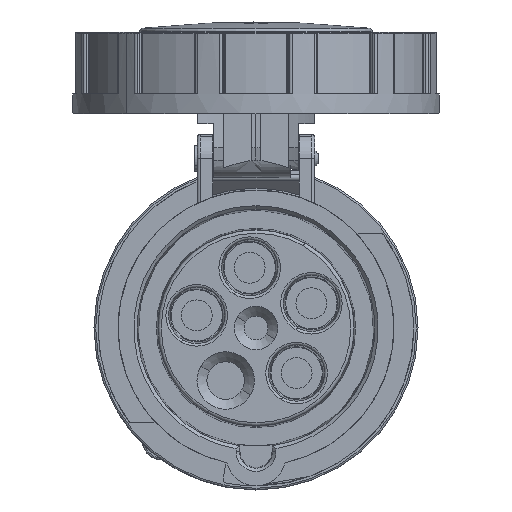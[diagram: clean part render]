
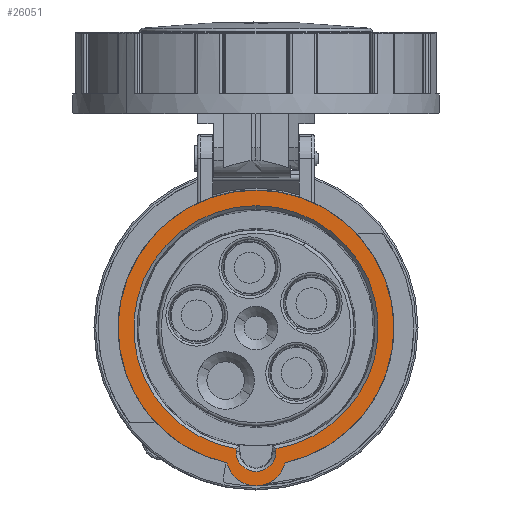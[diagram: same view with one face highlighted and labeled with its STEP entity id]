
A CAD part, front view. The second image highlights one B-rep face of the part: STEP entity #26051.
In plain terms, the highlighted planar face has unit normal (0, -1, 0).
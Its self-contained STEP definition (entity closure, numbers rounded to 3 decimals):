
#991 = CIRCLE ( 'NONE', #32842, 36.8 ) ;
#1032 = VERTEX_POINT ( 'NONE', #16575 ) ;
#1135 = VERTEX_POINT ( 'NONE', #9692 ) ;
#1229 = AXIS2_PLACEMENT_3D ( 'NONE', #36729, #2583, #17590 ) ;
#1827 = DIRECTION ( 'NONE',  ( 0., 0., -1. ) ) ;
#2216 = ORIENTED_EDGE ( 'NONE', *, *, #5877, .F. ) ;
#2583 = DIRECTION ( 'NONE',  ( 0., 1., 0. ) ) ;
#2971 = EDGE_CURVE ( 'NONE', #7719, #38875, #14515, .T. ) ;
#3746 = DIRECTION ( 'NONE',  ( -0.211, 0., 0.977 ) ) ;
#3756 = DIRECTION ( 'NONE',  ( 0., -1., 0. ) ) ;
#4537 = FACE_BOUND ( 'NONE', #18441, .T. ) ;
#5877 = EDGE_CURVE ( 'NONE', #27748, #1032, #8812, .T. ) ;
#7573 = CARTESIAN_POINT ( 'NONE',  ( 6., -80.211, -20.181 ) ) ;
#7657 = DIRECTION ( 'NONE',  ( 0., 1., 0. ) ) ;
#7719 = VERTEX_POINT ( 'NONE', #9131 ) ;
#7865 = EDGE_CURVE ( 'NONE', #38875, #9476, #34871, .T. ) ;
#8272 = CARTESIAN_POINT ( 'NONE',  ( 0., -80.211, -4.912 ) ) ;
#8805 = CIRCLE ( 'NONE', #24747, 9. ) ;
#8812 = LINE ( 'NONE', #15460, #38800 ) ;
#8982 = ORIENTED_EDGE ( 'NONE', *, *, #33291, .F. ) ;
#9131 = CARTESIAN_POINT ( 'NONE',  ( -8.76, -80.211, -40.565 ) ) ;
#9382 = CIRCLE ( 'NONE', #25975, 6. ) ;
#9476 = VERTEX_POINT ( 'NONE', #11026 ) ;
#9560 = CARTESIAN_POINT ( 'NONE',  ( 0., -80.211, -37.2 ) ) ;
#9692 = CARTESIAN_POINT ( 'NONE',  ( 6., -80.211, -37.2 ) ) ;
#9781 = CARTESIAN_POINT ( 'NONE',  ( 6., -80.211, -36.308 ) ) ;
#11026 = CARTESIAN_POINT ( 'NONE',  ( 8.76, -80.211, -40.565 ) ) ;
#11755 = DIRECTION ( 'NONE',  ( 0., -1., 0. ) ) ;
#11869 = ORIENTED_EDGE ( 'NONE', *, *, #2971, .F. ) ;
#12040 = VERTEX_POINT ( 'NONE', #9781 ) ;
#12307 = EDGE_CURVE ( 'NONE', #12040, #25087, #24200, .T. ) ;
#12598 = EDGE_CURVE ( 'NONE', #1135, #12040, #17123, .T. ) ;
#14515 = CIRCLE ( 'NONE', #1229, 41.5 ) ;
#15460 = CARTESIAN_POINT ( 'NONE',  ( -6., -80.211, -21.056 ) ) ;
#16181 = DIRECTION ( 'NONE',  ( 0., 1., 0. ) ) ;
#16575 = CARTESIAN_POINT ( 'NONE',  ( -6., -80.211, -37.2 ) ) ;
#17108 = DIRECTION ( 'NONE',  ( 0., -1., 0. ) ) ;
#17121 = ORIENTED_EDGE ( 'NONE', *, *, #19726, .F. ) ;
#17123 = LINE ( 'NONE', #7573, #34204 ) ;
#17590 = DIRECTION ( 'NONE',  ( -0.211, 0., 0.977 ) ) ;
#18441 = EDGE_LOOP ( 'NONE', ( #2216, #21033, #36777, #25060, #17121 ) ) ;
#19726 = EDGE_CURVE ( 'NONE', #1032, #1135, #9382, .T. ) ;
#20021 = CARTESIAN_POINT ( 'NONE',  ( 0., -80.211, 0. ) ) ;
#20108 = CARTESIAN_POINT ( 'NONE',  ( 0., -80.211, 0. ) ) ;
#21033 = ORIENTED_EDGE ( 'NONE', *, *, #21633, .F. ) ;
#21633 = EDGE_CURVE ( 'NONE', #25087, #27748, #991, .T. ) ;
#21880 = DIRECTION ( 'NONE',  ( 0., 0., -1. ) ) ;
#22325 = CARTESIAN_POINT ( 'NONE',  ( 0., -80.211, 41.5 ) ) ;
#23142 = DIRECTION ( 'NONE',  ( 1., 0., 0. ) ) ;
#24200 = CIRCLE ( 'NONE', #31523, 36.8 ) ;
#24271 = ORIENTED_EDGE ( 'NONE', *, *, #7865, .F. ) ;
#24747 = AXIS2_PLACEMENT_3D ( 'NONE', #34688, #25728, #35301 ) ;
#25060 = ORIENTED_EDGE ( 'NONE', *, *, #12598, .F. ) ;
#25087 = VERTEX_POINT ( 'NONE', #31936 ) ;
#25728 = DIRECTION ( 'NONE',  ( 0., 1., 0. ) ) ;
#25975 = AXIS2_PLACEMENT_3D ( 'NONE', #9560, #3756, #35547 ) ;
#26051 = ADVANCED_FACE ( 'NONE', ( #27179, #4537 ), #36147, .F. ) ;
#27179 = FACE_OUTER_BOUND ( 'NONE', #32412, .T. ) ;
#27748 = VERTEX_POINT ( 'NONE', #38843 ) ;
#31523 = AXIS2_PLACEMENT_3D ( 'NONE', #40258, #11755, #40041 ) ;
#31936 = CARTESIAN_POINT ( 'NONE',  ( 0., -80.211, 36.8 ) ) ;
#32412 = EDGE_LOOP ( 'NONE', ( #8982, #24271, #11869 ) ) ;
#32842 = AXIS2_PLACEMENT_3D ( 'NONE', #20021, #17108, #23142 ) ;
#33291 = EDGE_CURVE ( 'NONE', #9476, #7719, #8805, .T. ) ;
#34078 = AXIS2_PLACEMENT_3D ( 'NONE', #8272, #7657, #1827 ) ;
#34204 = VECTOR ( 'NONE', #39372, 1000. ) ;
#34688 = CARTESIAN_POINT ( 'NONE',  ( 0., -80.211, -38.5 ) ) ;
#34871 = CIRCLE ( 'NONE', #40163, 41.5 ) ;
#35301 = DIRECTION ( 'NONE',  ( 0.973, 0., 0.229 ) ) ;
#35547 = DIRECTION ( 'NONE',  ( 1., 0., 0. ) ) ;
#36147 = PLANE ( 'NONE',  #34078 ) ;
#36729 = CARTESIAN_POINT ( 'NONE',  ( 0., -80.211, 0. ) ) ;
#36777 = ORIENTED_EDGE ( 'NONE', *, *, #12307, .F. ) ;
#38800 = VECTOR ( 'NONE', #21880, 1000. ) ;
#38843 = CARTESIAN_POINT ( 'NONE',  ( -6., -80.211, -36.308 ) ) ;
#38875 = VERTEX_POINT ( 'NONE', #22325 ) ;
#39372 = DIRECTION ( 'NONE',  ( 0., 0., 1. ) ) ;
#40041 = DIRECTION ( 'NONE',  ( 1., 0., 0. ) ) ;
#40163 = AXIS2_PLACEMENT_3D ( 'NONE', #20108, #16181, #3746 ) ;
#40258 = CARTESIAN_POINT ( 'NONE',  ( 0., -80.211, 0. ) ) ;
